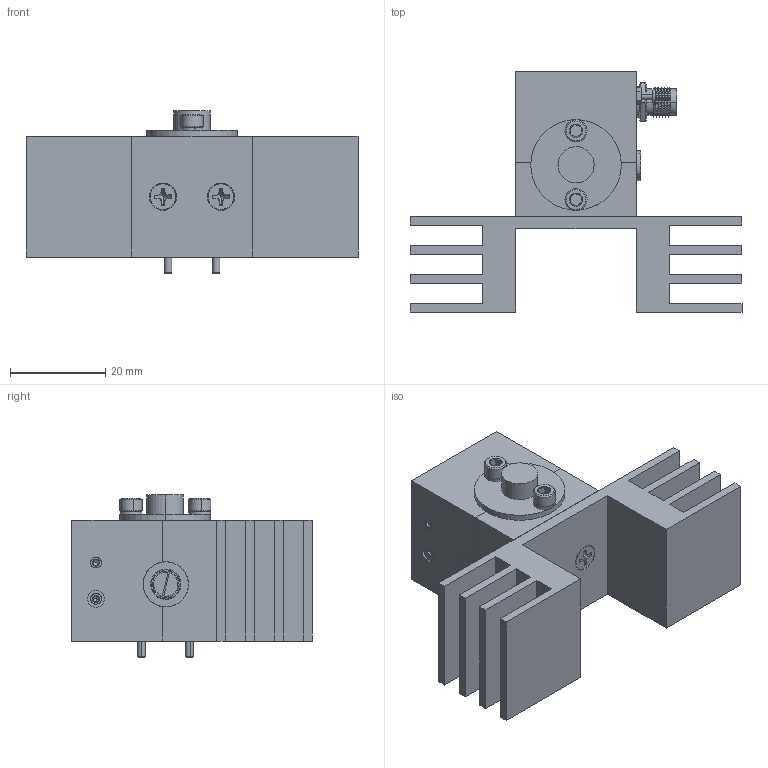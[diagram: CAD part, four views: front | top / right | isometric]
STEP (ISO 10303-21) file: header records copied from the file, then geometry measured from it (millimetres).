
FILE_DESCRIPTION (( 'STEP AP203' ), '1' );
FILE_NAME ('SOM-96301315-10-S1.STEP', '2019-03-29T16:48:11', ( '' ), ( '' ), 'SwSTEP 2.0', 'SolidWorks 2016', '' );
FILE_SCHEMA (( 'CONFIG_CONTROL_DESIGN' ));
Length unit declared in the file: millimetre
Products named in the file (1): SOM-96301315-10-S1
Bounding box: 69.85 x 50.55 x 34.1 mm (x, y, z)
Surface area: 17827.4 mm2 (no closed solid volume)
Topology: 0 solids, 29 shells, 496 faces, 1455 edges, 954 vertices
Faces by surface type: plane 263, cylinder 124, cone 107, bspline 2
Entity records: 17883 total; most frequent: CARTESIAN_POINT 4990, DIRECTION 2680, ORIENTED_EDGE 2533, EDGE_CURVE 1441, AXIS2_PLACEMENT_3D 967, VERTEX_POINT 954, LINE 746, VECTOR 746
